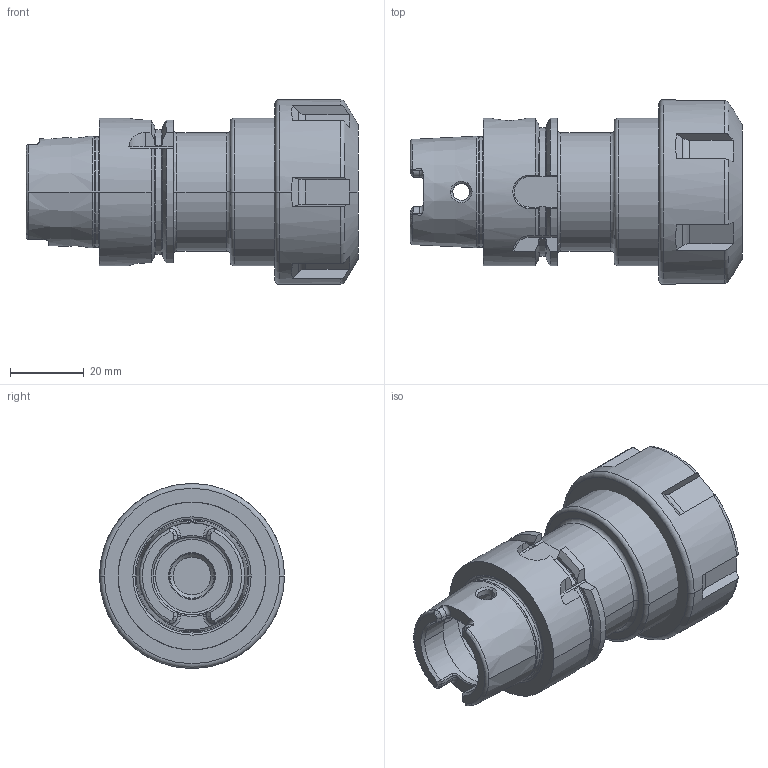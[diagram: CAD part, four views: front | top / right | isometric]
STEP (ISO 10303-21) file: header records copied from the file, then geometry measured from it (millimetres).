
FILE_DESCRIPTION((''),'2;1');
FILE_NAME('A40-025-32_ASM','2011-09-01T',('mei'),(''),'PRO/ENGINEER BY PARAMETRIC TECHNOLOGY CORPORATION, 2010430','PRO/ENGINEER BY PARAMETRIC TECHNOLOGY CORPORATION, 2010430','');
FILE_SCHEMA(('CONFIG_CONTROL_DESIGN'));
Length unit declared in the file: millimetre
Products named in the file (3): A40-025-32; 83-912-32; A40-025-32_ASM
Assembly tree (2 placements, depth 2):
  A40-025-32_ASM
    A40-025-32
    83-912-32
Bounding box: 89.9 x 50 x 50 mm (x, y, z)
Volume: 84226 mm3; surface area: 24509.3 mm2
Topology: 2 solids, 3 shells, 234 faces, 606 edges, 378 vertices
Faces by surface type: plane 88, cylinder 60, torus 42, cone 34, bspline 8, extrusion 2
Entity records: 8448 total; most frequent: CARTESIAN_POINT 2813, ORIENTED_EDGE 1208, DIRECTION 1114, EDGE_CURVE 606, AXIS2_PLACEMENT_3D 427, VERTEX_POINT 378, VECTOR 260, LINE 258
